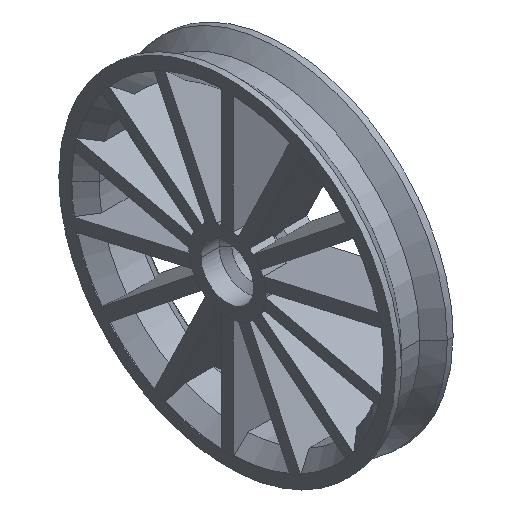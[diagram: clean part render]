
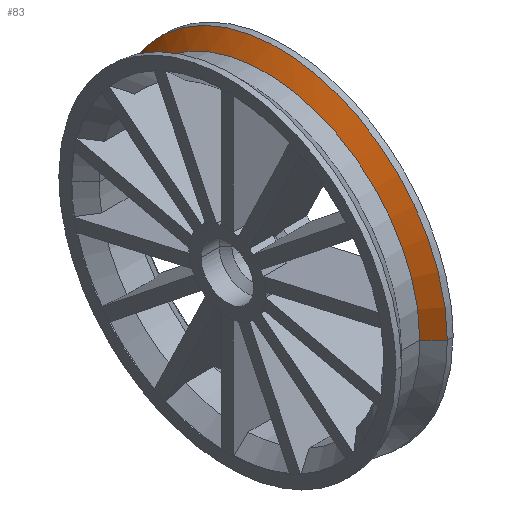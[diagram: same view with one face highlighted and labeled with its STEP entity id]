
A CAD part, isometric view. The second image highlights one B-rep face of the part: STEP entity #83.
In plain terms, the highlighted free-form (B-spline) face has degree [1, 2] with [2, 5] control points.
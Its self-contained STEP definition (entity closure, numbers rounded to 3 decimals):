
#83=ADVANCED_FACE('',(#307),#3541,.T.);
#307=FACE_OUTER_BOUND('',#531,.T.);
#531=EDGE_LOOP('',(#1147,#1148,#1149,#1150));
#1147=ORIENTED_EDGE('',*,*,#2071,.F.);
#1148=ORIENTED_EDGE('',*,*,#2066,.T.);
#1149=ORIENTED_EDGE('',*,*,#2072,.T.);
#1150=ORIENTED_EDGE('',*,*,#2493,.F.);
#2066=EDGE_CURVE('',#3290,#3289,#2636,.T.);
#2071=EDGE_CURVE('',#3290,#3452,#2991,.T.);
#2072=EDGE_CURVE('',#3289,#3453,#2992,.T.);
#2493=EDGE_CURVE('',#3452,#3453,#2950,.T.);
#2636=B_SPLINE_CURVE_WITH_KNOTS('',1,(#5217,#5218),.UNSPECIFIED.,.F.,.F.,
(2,2),(-25.413,-19.031),.UNSPECIFIED.);
#2950=B_SPLINE_CURVE_WITH_KNOTS('',1,(#7021,#7022),.UNSPECIFIED.,.F.,.F.,
(2,2),(-25.413,-19.031),.UNSPECIFIED.);
#2991=(
BOUNDED_CURVE()
B_SPLINE_CURVE(2,(#5234,#5235,#5236,#5237,#5238),.UNSPECIFIED.,.F.,.F.)
B_SPLINE_CURVE_WITH_KNOTS((3,2,3),(0.,86.863,173.727),
 .UNSPECIFIED.)
CURVE()
GEOMETRIC_REPRESENTATION_ITEM()
RATIONAL_B_SPLINE_CURVE((1.,0.707,1.,0.707,1.))
REPRESENTATION_ITEM('')
);
#2992=(
BOUNDED_CURVE()
B_SPLINE_CURVE(2,(#5239,#5240,#5241,#5242,#5243),.UNSPECIFIED.,.F.,.F.)
B_SPLINE_CURVE_WITH_KNOTS((3,2,3),(0.,86.863,173.727),
 .UNSPECIFIED.)
CURVE()
GEOMETRIC_REPRESENTATION_ITEM()
RATIONAL_B_SPLINE_CURVE((1.,0.707,1.,0.707,1.))
REPRESENTATION_ITEM('')
);
#3289=VERTEX_POINT('',#4377);
#3290=VERTEX_POINT('',#4378);
#3452=VERTEX_POINT('',#4540);
#3453=VERTEX_POINT('',#4541);
#3541=(
BOUNDED_SURFACE()
B_SPLINE_SURFACE(1,2,((#4032,#4033,#4034,#4035,#4036),(#4037,#4038,#4039,
#4040,#4041)),.UNSPECIFIED.,.F.,.F.,.F.)
B_SPLINE_SURFACE_WITH_KNOTS((2,2),(3,2,3),(-25.413,-19.031),
(0.,86.863,173.727),.UNSPECIFIED.)
GEOMETRIC_REPRESENTATION_ITEM()
RATIONAL_B_SPLINE_SURFACE(((1.,0.707,1.,0.707,1.),
(1.,0.707,1.,0.707,1.)))
REPRESENTATION_ITEM('')
SURFACE()
);
#4032=CARTESIAN_POINT('',(-14.5,-50.8,0.));
#4033=CARTESIAN_POINT('',(-14.5,-50.8,50.78));
#4034=CARTESIAN_POINT('',(-14.475,-0.02,50.78));
#4035=CARTESIAN_POINT('',(-14.449,50.761,50.78));
#4036=CARTESIAN_POINT('',(-14.449,50.761,0.));
#4037=CARTESIAN_POINT('',(-9.987,-55.313,0.));
#4038=CARTESIAN_POINT('',(-9.987,-55.313,55.291));
#4039=CARTESIAN_POINT('',(-9.959,-0.022,55.291));
#4040=CARTESIAN_POINT('',(-9.932,55.269,55.291));
#4041=CARTESIAN_POINT('',(-9.932,55.269,0.));
#4377=CARTESIAN_POINT('',(-9.987,-55.313,0.));
#4378=CARTESIAN_POINT('',(-14.5,-50.8,0.));
#4540=CARTESIAN_POINT('',(-14.449,50.761,0.));
#4541=CARTESIAN_POINT('',(-9.932,55.269,0.));
#5217=CARTESIAN_POINT('',(-14.5,-50.8,0.));
#5218=CARTESIAN_POINT('',(-9.987,-55.313,0.));
#5234=CARTESIAN_POINT('',(-14.5,-50.8,0.));
#5235=CARTESIAN_POINT('',(-14.5,-50.8,50.78));
#5236=CARTESIAN_POINT('',(-14.475,-0.02,50.78));
#5237=CARTESIAN_POINT('',(-14.449,50.761,50.78));
#5238=CARTESIAN_POINT('',(-14.449,50.761,0.));
#5239=CARTESIAN_POINT('',(-9.987,-55.313,0.));
#5240=CARTESIAN_POINT('',(-9.987,-55.313,55.291));
#5241=CARTESIAN_POINT('',(-9.959,-0.022,55.291));
#5242=CARTESIAN_POINT('',(-9.932,55.269,55.291));
#5243=CARTESIAN_POINT('',(-9.932,55.269,0.));
#7021=CARTESIAN_POINT('',(-14.449,50.761,0.));
#7022=CARTESIAN_POINT('',(-9.932,55.269,0.));
